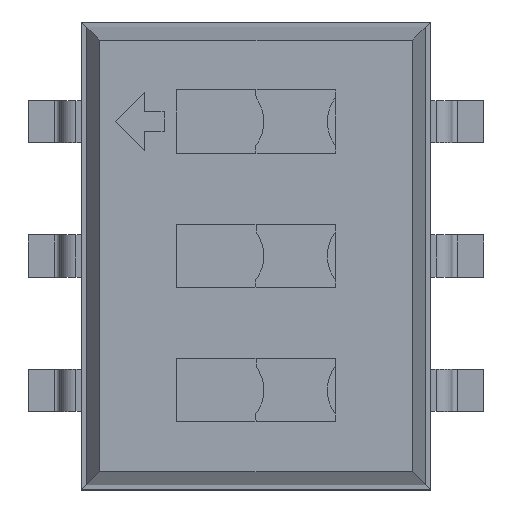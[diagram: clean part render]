
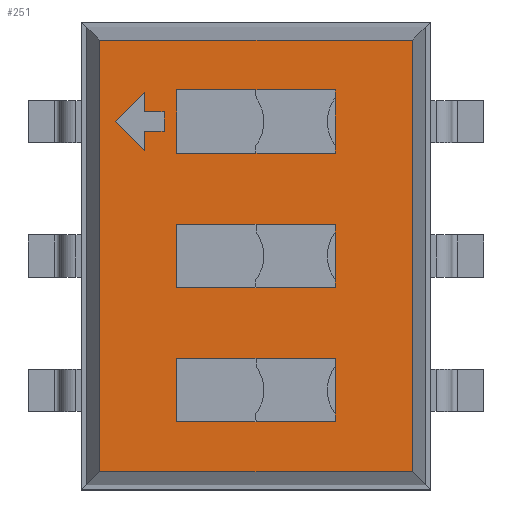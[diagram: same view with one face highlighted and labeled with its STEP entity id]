
A CAD part, top view. The second image highlights one B-rep face of the part: STEP entity #251.
In plain terms, the highlighted planar face has unit normal (0, 0, 1).
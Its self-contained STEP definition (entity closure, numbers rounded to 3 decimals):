
#26=VECTOR('',#27,1.);
#27=DIRECTION('',(0.,1.,0.));
#50=VECTOR('',#51,1.);
#51=DIRECTION('',(-1.,0.,0.));
#57=VECTOR('',#58,1.);
#58=DIRECTION('',(0.,-1.,0.));
#62=VECTOR('',#63,1.);
#63=DIRECTION('',(1.,0.,0.));
#66=DIRECTION('',(0.,0.,-1.));
#201=VERTEX_POINT('',#202);
#202=CARTESIAN_POINT('',(2.956,4.081,2.6));
#204=ORIENTED_EDGE('',*,*,#205,.F.);
#205=EDGE_CURVE('',#206,#201,#208,.T.);
#206=VERTEX_POINT('',#207);
#207=CARTESIAN_POINT('',(2.956,-4.081,2.6));
#208=LINE('',#207,#26);
#243=VERTEX_POINT('',#244);
#244=CARTESIAN_POINT('',(-2.956,4.081,2.6));
#246=ORIENTED_EDGE('',*,*,#247,.F.);
#247=EDGE_CURVE('',#201,#243,#248,.T.);
#248=LINE('',#202,#50);
#251=ADVANCED_FACE('',(#252,#262,#300,#338,#376),#417,.F.);
#252=FACE_BOUND('',#253,.F.);
#253=EDGE_LOOP('',(#204,#254,#259,#246));
#254=ORIENTED_EDGE('',*,*,#255,.F.);
#255=EDGE_CURVE('',#256,#206,#258,.T.);
#256=VERTEX_POINT('',#257);
#257=CARTESIAN_POINT('',(-2.956,-4.081,2.6));
#258=LINE('',#257,#62);
#259=ORIENTED_EDGE('',*,*,#260,.F.);
#260=EDGE_CURVE('',#243,#256,#261,.T.);
#261=LINE('',#244,#57);
#262=FACE_BOUND('',#263,.F.);
#263=EDGE_LOOP('',(#264,#271,#276,#280,#285,#289,#293,#298));
#264=ORIENTED_EDGE('',*,*,#265,.T.);
#265=EDGE_CURVE('',#266,#268,#270,.T.);
#266=VERTEX_POINT('',#267);
#267=CARTESIAN_POINT('',(-1.5,0.6,2.6));
#268=VERTEX_POINT('',#269);
#269=CARTESIAN_POINT('',(-1.5,-0.6,2.6));
#270=LINE('',#267,#57);
#271=ORIENTED_EDGE('',*,*,#272,.T.);
#272=EDGE_CURVE('',#268,#273,#275,.T.);
#273=VERTEX_POINT('',#274);
#274=CARTESIAN_POINT('',(0.,-0.6,2.6));
#275=LINE('',#269,#62);
#276=ORIENTED_EDGE('',*,*,#277,.T.);
#277=EDGE_CURVE('',#273,#278,#275,.T.);
#278=VERTEX_POINT('',#279);
#279=CARTESIAN_POINT('',(1.5,-0.6,2.6));
#280=ORIENTED_EDGE('',*,*,#281,.T.);
#281=EDGE_CURVE('',#278,#282,#284,.T.);
#282=VERTEX_POINT('',#283);
#283=CARTESIAN_POINT('',(1.5,-0.45,2.6));
#284=LINE('',#279,#26);
#285=ORIENTED_EDGE('',*,*,#286,.T.);
#286=EDGE_CURVE('',#282,#287,#284,.T.);
#287=VERTEX_POINT('',#288);
#288=CARTESIAN_POINT('',(1.5,0.45,2.6));
#289=ORIENTED_EDGE('',*,*,#290,.T.);
#290=EDGE_CURVE('',#287,#291,#284,.T.);
#291=VERTEX_POINT('',#292);
#292=CARTESIAN_POINT('',(1.5,0.6,2.6));
#293=ORIENTED_EDGE('',*,*,#294,.T.);
#294=EDGE_CURVE('',#291,#295,#297,.T.);
#295=VERTEX_POINT('',#296);
#296=CARTESIAN_POINT('',(0.,0.6,2.6));
#297=LINE('',#292,#50);
#298=ORIENTED_EDGE('',*,*,#299,.T.);
#299=EDGE_CURVE('',#295,#266,#297,.T.);
#300=FACE_BOUND('',#301,.F.);
#301=EDGE_LOOP('',(#302,#309,#313,#318,#322,#326,#331,#335));
#302=ORIENTED_EDGE('',*,*,#303,.T.);
#303=EDGE_CURVE('',#304,#306,#308,.T.);
#304=VERTEX_POINT('',#305);
#305=CARTESIAN_POINT('',(-1.5,-3.14,2.6));
#306=VERTEX_POINT('',#307);
#307=CARTESIAN_POINT('',(0.,-3.14,2.6));
#308=LINE('',#305,#62);
#309=ORIENTED_EDGE('',*,*,#310,.T.);
#310=EDGE_CURVE('',#306,#311,#308,.T.);
#311=VERTEX_POINT('',#312);
#312=CARTESIAN_POINT('',(1.5,-3.14,2.6));
#313=ORIENTED_EDGE('',*,*,#314,.T.);
#314=EDGE_CURVE('',#311,#315,#317,.T.);
#315=VERTEX_POINT('',#316);
#316=CARTESIAN_POINT('',(1.5,-2.99,2.6));
#317=LINE('',#312,#26);
#318=ORIENTED_EDGE('',*,*,#319,.T.);
#319=EDGE_CURVE('',#315,#320,#317,.T.);
#320=VERTEX_POINT('',#321);
#321=CARTESIAN_POINT('',(1.5,-2.09,2.6));
#322=ORIENTED_EDGE('',*,*,#323,.T.);
#323=EDGE_CURVE('',#320,#324,#317,.T.);
#324=VERTEX_POINT('',#325);
#325=CARTESIAN_POINT('',(1.5,-1.94,2.6));
#326=ORIENTED_EDGE('',*,*,#327,.T.);
#327=EDGE_CURVE('',#324,#328,#330,.T.);
#328=VERTEX_POINT('',#329);
#329=CARTESIAN_POINT('',(0.,-1.94,2.6));
#330=LINE('',#325,#50);
#331=ORIENTED_EDGE('',*,*,#332,.T.);
#332=EDGE_CURVE('',#328,#333,#330,.T.);
#333=VERTEX_POINT('',#334);
#334=CARTESIAN_POINT('',(-1.5,-1.94,2.6));
#335=ORIENTED_EDGE('',*,*,#336,.T.);
#336=EDGE_CURVE('',#333,#304,#337,.T.);
#337=LINE('',#334,#57);
#338=FACE_BOUND('',#339,.F.);
#339=EDGE_LOOP('',(#340,#347,#352,#356,#361,#365,#369,#374));
#340=ORIENTED_EDGE('',*,*,#341,.T.);
#341=EDGE_CURVE('',#342,#344,#346,.T.);
#342=VERTEX_POINT('',#343);
#343=CARTESIAN_POINT('',(-1.5,3.14,2.6));
#344=VERTEX_POINT('',#345);
#345=CARTESIAN_POINT('',(-1.5,1.94,2.6));
#346=LINE('',#343,#57);
#347=ORIENTED_EDGE('',*,*,#348,.T.);
#348=EDGE_CURVE('',#344,#349,#351,.T.);
#349=VERTEX_POINT('',#350);
#350=CARTESIAN_POINT('',(0.,1.94,2.6));
#351=LINE('',#345,#62);
#352=ORIENTED_EDGE('',*,*,#353,.T.);
#353=EDGE_CURVE('',#349,#354,#351,.T.);
#354=VERTEX_POINT('',#355);
#355=CARTESIAN_POINT('',(1.5,1.94,2.6));
#356=ORIENTED_EDGE('',*,*,#357,.T.);
#357=EDGE_CURVE('',#354,#358,#360,.T.);
#358=VERTEX_POINT('',#359);
#359=CARTESIAN_POINT('',(1.5,2.09,2.6));
#360=LINE('',#355,#26);
#361=ORIENTED_EDGE('',*,*,#362,.T.);
#362=EDGE_CURVE('',#358,#363,#360,.T.);
#363=VERTEX_POINT('',#364);
#364=CARTESIAN_POINT('',(1.5,2.99,2.6));
#365=ORIENTED_EDGE('',*,*,#366,.T.);
#366=EDGE_CURVE('',#363,#367,#360,.T.);
#367=VERTEX_POINT('',#368);
#368=CARTESIAN_POINT('',(1.5,3.14,2.6));
#369=ORIENTED_EDGE('',*,*,#370,.T.);
#370=EDGE_CURVE('',#367,#371,#373,.T.);
#371=VERTEX_POINT('',#372);
#372=CARTESIAN_POINT('',(0.,3.14,2.6));
#373=LINE('',#368,#50);
#374=ORIENTED_EDGE('',*,*,#375,.T.);
#375=EDGE_CURVE('',#371,#342,#373,.T.);
#376=FACE_BOUND('',#377,.F.);
#377=EDGE_LOOP('',(#378,#387,#394,#399,#404,#409,#414));
#378=ORIENTED_EDGE('',*,*,#379,.T.);
#379=EDGE_CURVE('',#380,#382,#384,.T.);
#380=VERTEX_POINT('',#381);
#381=CARTESIAN_POINT('',(-2.106,3.09,2.6));
#382=VERTEX_POINT('',#383);
#383=CARTESIAN_POINT('',(-2.656,2.54,2.6));
#384=LINE('',#381,#385);
#385=VECTOR('',#386,1.);
#386=DIRECTION('',(-0.707,-0.707,0.));
#387=ORIENTED_EDGE('',*,*,#388,.T.);
#388=EDGE_CURVE('',#382,#389,#391,.T.);
#389=VERTEX_POINT('',#390);
#390=CARTESIAN_POINT('',(-2.106,1.99,2.6));
#391=LINE('',#383,#392);
#392=VECTOR('',#393,1.);
#393=DIRECTION('',(0.707,-0.707,0.));
#394=ORIENTED_EDGE('',*,*,#395,.T.);
#395=EDGE_CURVE('',#389,#396,#398,.T.);
#396=VERTEX_POINT('',#397);
#397=CARTESIAN_POINT('',(-2.106,2.357,2.6));
#398=LINE('',#390,#26);
#399=ORIENTED_EDGE('',*,*,#400,.T.);
#400=EDGE_CURVE('',#396,#401,#403,.T.);
#401=VERTEX_POINT('',#402);
#402=CARTESIAN_POINT('',(-1.739,2.357,2.6));
#403=LINE('',#397,#62);
#404=ORIENTED_EDGE('',*,*,#405,.T.);
#405=EDGE_CURVE('',#401,#406,#408,.T.);
#406=VERTEX_POINT('',#407);
#407=CARTESIAN_POINT('',(-1.739,2.723,2.6));
#408=LINE('',#402,#26);
#409=ORIENTED_EDGE('',*,*,#410,.T.);
#410=EDGE_CURVE('',#406,#411,#413,.T.);
#411=VERTEX_POINT('',#412);
#412=CARTESIAN_POINT('',(-2.106,2.723,2.6));
#413=LINE('',#407,#50);
#414=ORIENTED_EDGE('',*,*,#415,.T.);
#415=EDGE_CURVE('',#411,#380,#416,.T.);
#416=LINE('',#412,#26);
#417=PLANE('',#418);
#418=AXIS2_PLACEMENT_3D('',#207,#66,#419);
#419=DIRECTION('',(-0.587,0.81,0.));
